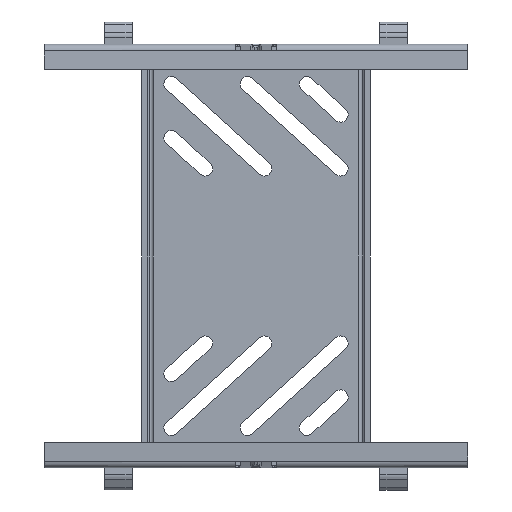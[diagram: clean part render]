
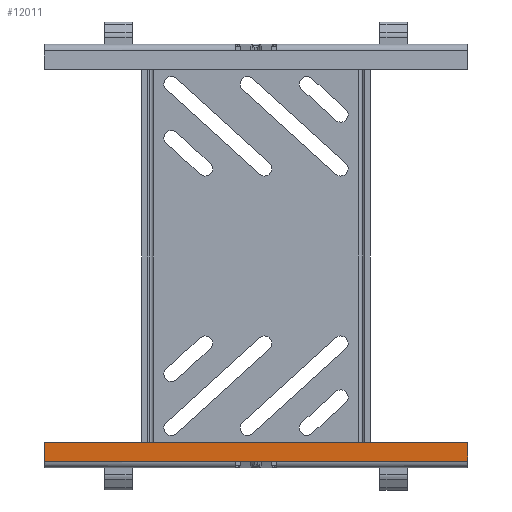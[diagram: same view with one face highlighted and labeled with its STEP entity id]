
A CAD part, front view. The second image highlights one B-rep face of the part: STEP entity #12011.
In plain terms, the highlighted face is planar.
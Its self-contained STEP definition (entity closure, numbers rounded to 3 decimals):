
#207 = VECTOR ( 'NONE', #9772, 1000. ) ;
#336 = EDGE_CURVE ( 'NONE', #10992, #11132, #2000, .T. ) ;
#955 = CARTESIAN_POINT ( 'NONE',  ( 12., -0.629, 100. ) ) ;
#1562 = CARTESIAN_POINT ( 'NONE',  ( 3.08, -0.161, 100. ) ) ;
#1641 = EDGE_LOOP ( 'NONE', ( #13471, #9251, #12050, #2927 ) ) ;
#2000 = LINE ( 'NONE', #8926, #5116 ) ;
#2414 = EDGE_CURVE ( 'NONE', #10992, #6297, #3370, .T. ) ;
#2927 = ORIENTED_EDGE ( 'NONE', *, *, #13601, .T. ) ;
#2939 = LINE ( 'NONE', #3189, #3326 ) ;
#3189 = CARTESIAN_POINT ( 'NONE',  ( 12., -0.629, -100. ) ) ;
#3326 = VECTOR ( 'NONE', #11485, 1000. ) ;
#3370 = LINE ( 'NONE', #14469, #207 ) ;
#4577 = DIRECTION ( 'NONE',  ( 0.999, -0.052, 0. ) ) ;
#5116 = VECTOR ( 'NONE', #6540, 1000. ) ;
#5656 = LINE ( 'NONE', #5863, #11610 ) ;
#5700 = VERTEX_POINT ( 'NONE', #12580 ) ;
#5863 = CARTESIAN_POINT ( 'NONE',  ( 3.08, -0.161, 100. ) ) ;
#6297 = VERTEX_POINT ( 'NONE', #14363 ) ;
#6540 = DIRECTION ( 'NONE',  ( -0.999, 0.052, 0. ) ) ;
#6902 = PLANE ( 'NONE',  #13583 ) ;
#7936 = CARTESIAN_POINT ( 'NONE',  ( 12., -0.629, 100. ) ) ;
#8926 = CARTESIAN_POINT ( 'NONE',  ( 12., -0.629, 100. ) ) ;
#9251 = ORIENTED_EDGE ( 'NONE', *, *, #2414, .F. ) ;
#9772 = DIRECTION ( 'NONE',  ( 0., 0., -1. ) ) ;
#10936 = FACE_OUTER_BOUND ( 'NONE', #1641, .T. ) ;
#10992 = VERTEX_POINT ( 'NONE', #7936 ) ;
#11132 = VERTEX_POINT ( 'NONE', #1562 ) ;
#11485 = DIRECTION ( 'NONE',  ( -0.999, 0.052, 0. ) ) ;
#11610 = VECTOR ( 'NONE', #15350, 1000. ) ;
#11681 = DIRECTION ( 'NONE',  ( -0.052, -0.999, 0. ) ) ;
#11861 = EDGE_CURVE ( 'NONE', #6297, #5700, #2939, .T. ) ;
#12011 = ADVANCED_FACE ( 'NONE', ( #10936 ), #6902, .T. ) ;
#12050 = ORIENTED_EDGE ( 'NONE', *, *, #336, .T. ) ;
#12580 = CARTESIAN_POINT ( 'NONE',  ( 3.08, -0.161, -100. ) ) ;
#13471 = ORIENTED_EDGE ( 'NONE', *, *, #11861, .F. ) ;
#13583 = AXIS2_PLACEMENT_3D ( 'NONE', #955, #11681, #4577 ) ;
#13601 = EDGE_CURVE ( 'NONE', #11132, #5700, #5656, .T. ) ;
#14363 = CARTESIAN_POINT ( 'NONE',  ( 12., -0.629, -100. ) ) ;
#14469 = CARTESIAN_POINT ( 'NONE',  ( 12., -0.629, 100. ) ) ;
#15350 = DIRECTION ( 'NONE',  ( 0., 0., -1. ) ) ;
